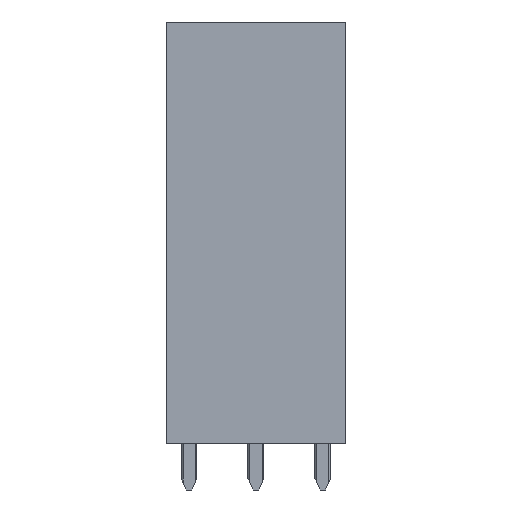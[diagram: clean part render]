
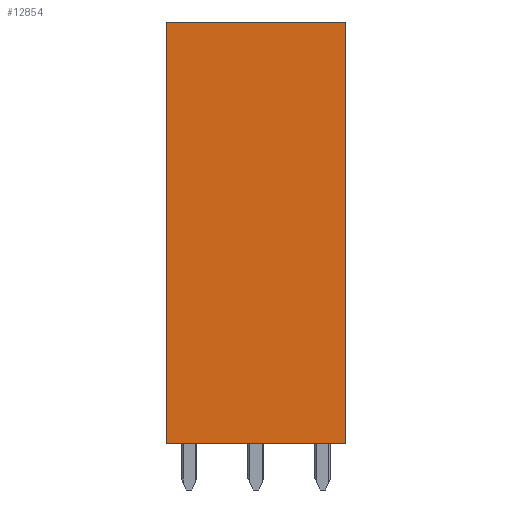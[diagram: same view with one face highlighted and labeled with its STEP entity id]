
A CAD part, left-side view. The second image highlights one B-rep face of the part: STEP entity #12854.
In plain terms, the highlighted planar face has unit normal (-1, 0, 0).
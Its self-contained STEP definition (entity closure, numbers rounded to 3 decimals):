
#12827=AXIS2_PLACEMENT_3D('Plane Axis2P3D',#12824,#12825,#12826) ;
#872=CARTESIAN_POINT('Vertex',(0.,13.6,35.5)) ;
#875=CARTESIAN_POINT('Line Origine',(0.,6.8,35.5)) ;
#879=CARTESIAN_POINT('Vertex',(0.,0.,35.5)) ;
#12824=CARTESIAN_POINT('Axis2P3D Location',(0.,0.,0.)) ;
#12829=CARTESIAN_POINT('Line Origine',(0.,0.,19.5)) ;
#12833=CARTESIAN_POINT('Vertex',(0.,0.,3.5)) ;
#12836=CARTESIAN_POINT('Line Origine',(0.,13.6,19.5)) ;
#12840=CARTESIAN_POINT('Vertex',(0.,13.6,3.5)) ;
#12843=CARTESIAN_POINT('Line Origine',(0.,6.8,3.5)) ;
#876=DIRECTION('Vector Direction',(0.,-1.,0.)) ;
#12825=DIRECTION('Axis2P3D Direction',(-1.,0.,0.)) ;
#12826=DIRECTION('Axis2P3D XDirection',(0.,0.,1.)) ;
#12830=DIRECTION('Vector Direction',(0.,0.,-1.)) ;
#12837=DIRECTION('Vector Direction',(0.,0.,1.)) ;
#12844=DIRECTION('Vector Direction',(0.,1.,0.)) ;
#877=VECTOR('Line Direction',#876,1.) ;
#12831=VECTOR('Line Direction',#12830,1.) ;
#12838=VECTOR('Line Direction',#12837,1.) ;
#12845=VECTOR('Line Direction',#12844,1.) ;
#12849=ORIENTED_EDGE('',*,*,#12835,.T.) ;
#12850=ORIENTED_EDGE('',*,*,#881,.T.) ;
#12851=ORIENTED_EDGE('',*,*,#12842,.T.) ;
#12852=ORIENTED_EDGE('',*,*,#12847,.T.) ;
#12854=ADVANCED_FACE('HOUSING',(#12853),#12828,.T.) ;
#881=EDGE_CURVE('',#880,#873,#878,.F.) ;
#12835=EDGE_CURVE('',#12834,#880,#12832,.F.) ;
#12842=EDGE_CURVE('',#873,#12841,#12839,.F.) ;
#12847=EDGE_CURVE('',#12841,#12834,#12846,.F.) ;
#12848=EDGE_LOOP('',(#12849,#12850,#12851,#12852)) ;
#12853=FACE_OUTER_BOUND('',#12848,.T.) ;
#878=LINE('Line',#875,#877) ;
#12832=LINE('Line',#12829,#12831) ;
#12839=LINE('Line',#12836,#12838) ;
#12846=LINE('Line',#12843,#12845) ;
#12828=PLANE('',#12827) ;
#873=VERTEX_POINT('',#872) ;
#880=VERTEX_POINT('',#879) ;
#12834=VERTEX_POINT('',#12833) ;
#12841=VERTEX_POINT('',#12840) ;
